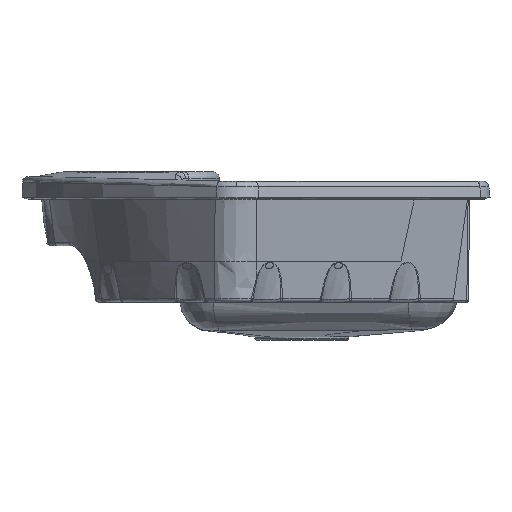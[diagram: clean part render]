
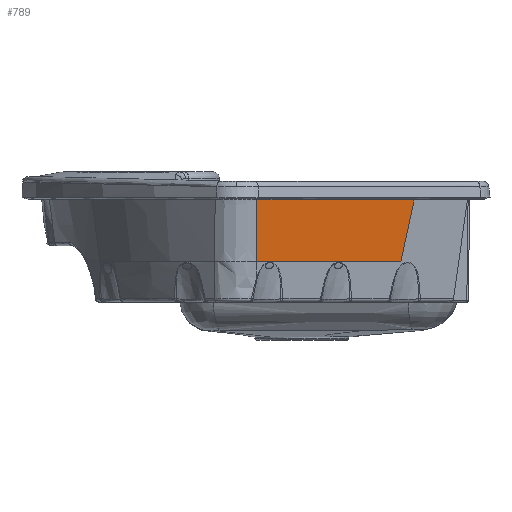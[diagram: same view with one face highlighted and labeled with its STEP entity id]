
A CAD part, left-side view. The second image highlights one B-rep face of the part: STEP entity #789.
In plain terms, the highlighted free-form (B-spline) face has degree [3, 3] with [4, 4] control points.
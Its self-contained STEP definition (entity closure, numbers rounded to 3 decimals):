
#102=B_SPLINE_SURFACE_WITH_KNOTS('',3,3,((#9877,#9878,#9879,#9880),(#9881,
#9882,#9883,#9884),(#9885,#9886,#9887,#9888),(#9889,#9890,#9891,#9892)),
 .UNSPECIFIED.,.F.,.F.,.F.,(4,4),(4,4),(0.,1.),(0.,1.),.UNSPECIFIED.);
#326=LINE('',#9861,#361);
#361=VECTOR('',#8938,1.);
#789=ADVANCED_FACE('',(#1363),#102,.T.);
#1363=FACE_OUTER_BOUND('',#1881,.T.);
#1881=EDGE_LOOP('',(#2579,#2580,#2581,#2582,#2583));
#2579=ORIENTED_EDGE('',*,*,#6032,.T.);
#2580=ORIENTED_EDGE('',*,*,#6045,.F.);
#2581=ORIENTED_EDGE('',*,*,#6046,.T.);
#2582=ORIENTED_EDGE('',*,*,#6047,.F.);
#2583=ORIENTED_EDGE('',*,*,#6048,.T.);
#5075=VERTEX_POINT('',#9734);
#5076=VERTEX_POINT('',#9739);
#5084=VERTEX_POINT('',#9862);
#5085=VERTEX_POINT('',#9867);
#5086=VERTEX_POINT('',#9872);
#6032=EDGE_CURVE('',#5076,#5075,#7491,.T.);
#6045=EDGE_CURVE('',#5084,#5075,#326,.T.);
#6046=EDGE_CURVE('',#5084,#5085,#7499,.T.);
#6047=EDGE_CURVE('',#5086,#5085,#7500,.T.);
#6048=EDGE_CURVE('',#5086,#5076,#7501,.T.);
#7491=B_SPLINE_CURVE_WITH_KNOTS('',3,(#9735,#9736,#9737,#9738),.UNSPECIFIED.,
 .F.,.F.,(4,4),(0.,1.),.UNSPECIFIED.);
#7499=B_SPLINE_CURVE_WITH_KNOTS('',3,(#9863,#9864,#9865,#9866),.UNSPECIFIED.,
 .F.,.F.,(4,4),(0.,1.),.UNSPECIFIED.);
#7500=B_SPLINE_CURVE_WITH_KNOTS('',3,(#9868,#9869,#9870,#9871),.UNSPECIFIED.,
 .F.,.F.,(4,4),(0.,1.),.UNSPECIFIED.);
#7501=B_SPLINE_CURVE_WITH_KNOTS('',3,(#9873,#9874,#9875,#9876),.UNSPECIFIED.,
 .F.,.F.,(4,4),(0.,1.),.UNSPECIFIED.);
#8938=DIRECTION('',(-0.707,0.707,0.));
#9734=CARTESIAN_POINT('',(-492.25,57.806,-13.78));
#9735=CARTESIAN_POINT('',(-479.434,58.176,-102.493));
#9736=CARTESIAN_POINT('',(-483.691,58.069,-73.129));
#9737=CARTESIAN_POINT('',(-487.963,57.945,-43.559));
#9738=CARTESIAN_POINT('',(-492.25,57.806,-13.78));
#9739=CARTESIAN_POINT('',(-479.434,58.176,-102.493));
#9861=CARTESIAN_POINT('',(-539.256,104.813,-13.78));
#9862=CARTESIAN_POINT('',(-285.916,-148.528,-13.78));
#9863=CARTESIAN_POINT('',(-285.914,-148.53,-13.78));
#9864=CARTESIAN_POINT('',(-286.756,-147.545,-14.74));
#9865=CARTESIAN_POINT('',(-287.697,-146.437,-15.86));
#9866=CARTESIAN_POINT('',(-288.736,-145.208,-17.141));
#9867=CARTESIAN_POINT('',(-288.736,-145.208,-17.141));
#9868=CARTESIAN_POINT('',(-294.5,-126.758,-102.493));
#9869=CARTESIAN_POINT('',(-292.578,-132.908,-74.042));
#9870=CARTESIAN_POINT('',(-290.657,-139.058,-45.592));
#9871=CARTESIAN_POINT('',(-288.736,-145.208,-17.141));
#9872=CARTESIAN_POINT('',(-294.5,-126.758,-102.493));
#9873=CARTESIAN_POINT('',(-294.5,-126.758,-102.493));
#9874=CARTESIAN_POINT('',(-356.144,-65.113,-102.493));
#9875=CARTESIAN_POINT('',(-417.789,-3.468,-102.493));
#9876=CARTESIAN_POINT('',(-479.434,58.176,-102.493));
#9877=CARTESIAN_POINT('',(-278.083,-143.174,-102.493));
#9878=CARTESIAN_POINT('',(-280.281,-145.372,-72.922));
#9879=CARTESIAN_POINT('',(-282.478,-147.57,-43.351));
#9880=CARTESIAN_POINT('',(-284.676,-149.768,-13.78));
#9881=CARTESIAN_POINT('',(-347.687,-73.57,-102.493));
#9882=CARTESIAN_POINT('',(-349.885,-75.768,-72.922));
#9883=CARTESIAN_POINT('',(-352.082,-77.966,-43.351));
#9884=CARTESIAN_POINT('',(-354.28,-80.164,-13.78));
#9885=CARTESIAN_POINT('',(-417.291,-3.967,-102.493));
#9886=CARTESIAN_POINT('',(-419.488,-6.164,-72.922));
#9887=CARTESIAN_POINT('',(-421.686,-8.362,-43.351));
#9888=CARTESIAN_POINT('',(-423.884,-10.56,-13.78));
#9889=CARTESIAN_POINT('',(-486.895,65.637,-102.493));
#9890=CARTESIAN_POINT('',(-489.092,63.44,-72.922));
#9891=CARTESIAN_POINT('',(-491.29,61.242,-43.351));
#9892=CARTESIAN_POINT('',(-493.488,59.044,-13.78));
